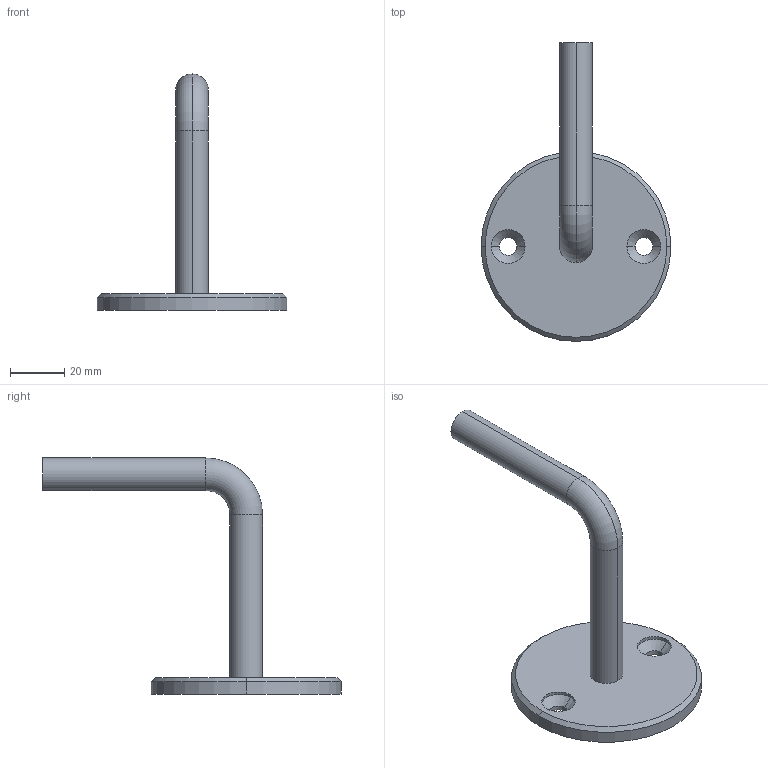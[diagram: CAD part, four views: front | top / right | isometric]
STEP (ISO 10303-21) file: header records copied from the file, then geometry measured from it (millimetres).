
FILE_DESCRIPTION (( 'STEP AP203' ), '1' );
FILE_NAME ('50203-240.STEP', '2020-09-15T09:42:24', ( '' ), ( '' ), 'SwSTEP 2.0', 'SolidWorks 2018', '' );
FILE_SCHEMA (( 'CONFIG_CONTROL_DESIGN' ));
Length unit declared in the file: millimetre
Products named in the file (8): 50203-240 Teil1_50205-240 Teil1; DIN-7991 M3-M10; 50203-240; 50203-240 Teil2_50203-240 Teil2; DIN-7991 M3-M10_DIN7991 M6x12; 50203-240 Teil2; 50203-240 Teil1
Assembly tree (4 placements, depth 2):
  50203-240
    DIN-7991 M3-M10
  50203-240
    50203-240 Teil1_50205-240 Teil1
    50203-240 Teil2_50203-240 Teil2
    DIN-7991 M3-M10_DIN7991 M6x12
  50203-240 Teil2
  50203-240 Teil1
Bounding box: 70 x 110 x 87 mm (x, y, z)
Volume: 37345.5 mm3; surface area: 15614.3 mm2
Topology: 3 solids, 3 shells, 293 faces, 750 edges, 485 vertices
Faces by surface type: plane 134, bspline 109, cylinder 26, cone 22, torus 2
Entity records: 15980 total; most frequent: CARTESIAN_POINT 8849, ORIENTED_EDGE 1486, DIRECTION 981, EDGE_CURVE 743, VERTEX_POINT 483, LINE 457, VECTOR 457, EDGE_LOOP 326
